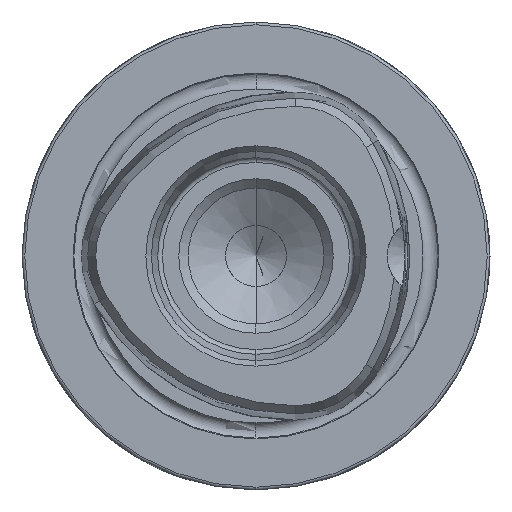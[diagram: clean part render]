
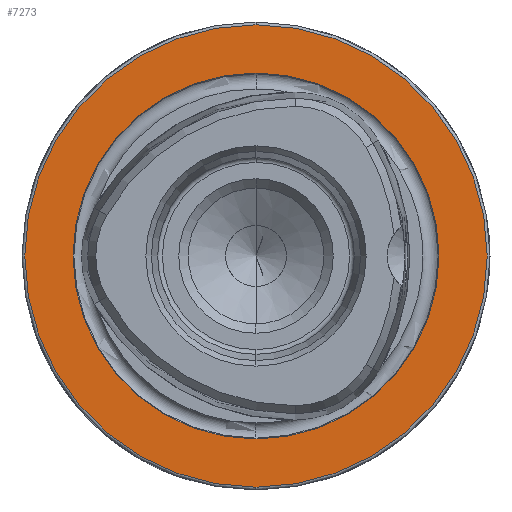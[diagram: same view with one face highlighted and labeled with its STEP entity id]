
A CAD part, left-side view. The second image highlights one B-rep face of the part: STEP entity #7273.
In plain terms, the highlighted planar face has unit normal (-1, 0, 0).
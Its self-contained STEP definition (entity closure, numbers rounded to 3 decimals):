
#1193 = ORIENTED_EDGE ( 'NONE', *, *, #4355, .T. ) ;
#1194 = ORIENTED_EDGE ( 'NONE', *, *, #5439, .T. ) ;
#1385 = CARTESIAN_POINT ( 'NONE',  ( 0., 0., 0. ) ) ;
#1386 = DIRECTION ( 'NONE',  ( -1., 0., 0. ) ) ;
#1387 = DIRECTION ( 'NONE',  ( 0., 0., 1. ) ) ;
#1389 = CARTESIAN_POINT ( 'NONE',  ( 0., 0., 0. ) ) ;
#1390 = DIRECTION ( 'NONE',  ( -1., 0., 0. ) ) ;
#1391 = DIRECTION ( 'NONE',  ( 0., 0., 1. ) ) ;
#1846 = VERTEX_POINT ( 'NONE', #6901 ) ;
#1847 = VERTEX_POINT ( 'NONE', #6902 ) ;
#3287 = FACE_OUTER_BOUND ( 'NONE', #6585, .T. ) ;
#3289 = FACE_BOUND ( 'NONE', #6600, .T. ) ;
#3627 = CARTESIAN_POINT ( 'NONE',  ( 0., 19.55, 0. ) ) ;
#3631 = PLANE ( 'NONE',  #8330 ) ;
#3633 = DIRECTION ( 'NONE',  ( 1., 0., 0. ) ) ;
#3634 = DIRECTION ( 'NONE',  ( 0., 0., -1. ) ) ;
#3678 = CARTESIAN_POINT ( 'NONE',  ( 0., 0., -19.55 ) ) ;
#3686 = CARTESIAN_POINT ( 'NONE',  ( 0., 0., 19.55 ) ) ;
#4355 = EDGE_CURVE ( 'NONE', #1847, #1846, #6118, .T. ) ;
#4356 = EDGE_CURVE ( 'NONE', #7302, #7298, #5938, .T. ) ;
#4823 = CARTESIAN_POINT ( 'NONE',  ( 0., 0., 0. ) ) ;
#4824 = DIRECTION ( 'NONE',  ( -1., 0., 0. ) ) ;
#4825 = DIRECTION ( 'NONE',  ( 0., 0., 1. ) ) ;
#4837 = CARTESIAN_POINT ( 'NONE',  ( 0., 0., 0. ) ) ;
#4838 = DIRECTION ( 'NONE',  ( -1., 0., 0. ) ) ;
#4839 = DIRECTION ( 'NONE',  ( 0., 0., 1. ) ) ;
#5096 = CIRCLE ( 'NONE', #8135, 24.7 ) ;
#5100 = CIRCLE ( 'NONE', #8138, 19.55 ) ;
#5439 = EDGE_CURVE ( 'NONE', #1846, #1847, #5096, .T. ) ;
#5443 = EDGE_CURVE ( 'NONE', #7298, #7302, #5100, .T. ) ;
#5668 = ORIENTED_EDGE ( 'NONE', *, *, #4356, .F. ) ;
#5669 = ORIENTED_EDGE ( 'NONE', *, *, #5443, .F. ) ;
#5938 = CIRCLE ( 'NONE', #8071, 19.55 ) ;
#6118 = CIRCLE ( 'NONE', #8070, 24.7 ) ;
#6585 = EDGE_LOOP ( 'NONE', ( #1194, #1193 ) ) ;
#6600 = EDGE_LOOP ( 'NONE', ( #5668, #5669 ) ) ;
#6901 = CARTESIAN_POINT ( 'NONE',  ( 0., 0., 24.7 ) ) ;
#6902 = CARTESIAN_POINT ( 'NONE',  ( 0., 0., -24.7 ) ) ;
#7273 = ADVANCED_FACE ( 'NONE', ( #3289, #3287 ), #3631, .F. ) ;
#7298 = VERTEX_POINT ( 'NONE', #3678 ) ;
#7302 = VERTEX_POINT ( 'NONE', #3686 ) ;
#8070 = AXIS2_PLACEMENT_3D ( 'NONE', #1385, #1386, #1387 ) ;
#8071 = AXIS2_PLACEMENT_3D ( 'NONE', #1389, #1390, #1391 ) ;
#8135 = AXIS2_PLACEMENT_3D ( 'NONE', #4823, #4824, #4825 ) ;
#8138 = AXIS2_PLACEMENT_3D ( 'NONE', #4837, #4838, #4839 ) ;
#8330 = AXIS2_PLACEMENT_3D ( 'NONE', #3627, #3633, #3634 ) ;
